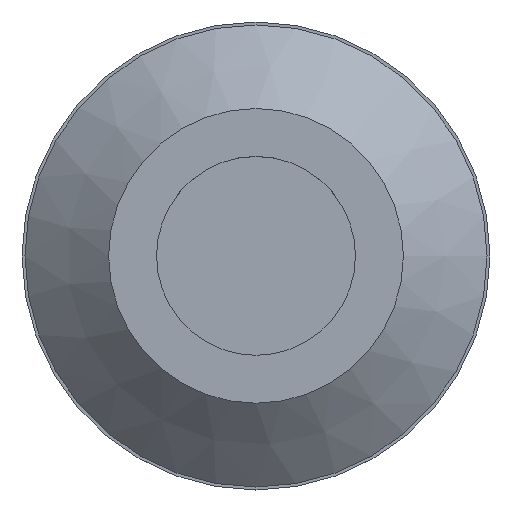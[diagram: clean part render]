
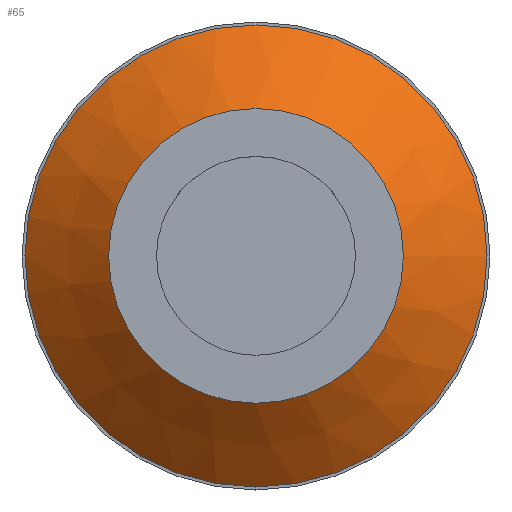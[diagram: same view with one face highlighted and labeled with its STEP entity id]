
A CAD part, top view. The second image highlights one B-rep face of the part: STEP entity #65.
In plain terms, the highlighted conical face has half-angle 50 degrees and reference radius 9.873 mm.
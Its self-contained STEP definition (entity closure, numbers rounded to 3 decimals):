
#65 = ADVANCED_FACE( '', ( #137, #138 ), #139, .T. );
#137 = FACE_BOUND( '', #202, .T. );
#138 = FACE_OUTER_BOUND( '', #203, .T. );
#139 = CONICAL_SURFACE( '', #204, 9.873, 0.873 );
#202 = EDGE_LOOP( '', ( #287 ) );
#203 = EDGE_LOOP( '', ( #288 ) );
#204 = AXIS2_PLACEMENT_3D( '', #289, #290, #291 );
#287 = ORIENTED_EDGE( '', *, *, #323, .F. );
#288 = ORIENTED_EDGE( '', *, *, #307, .T. );
#289 = CARTESIAN_POINT( '', ( 0., 0., 5.5 ) );
#290 = DIRECTION( '', ( 0., 0., -1. ) );
#291 = DIRECTION( '', ( -1., 0., 0. ) );
#307 = EDGE_CURVE( '', #342, #342, #343, .T. );
#323 = EDGE_CURVE( '', #365, #365, #366, .T. );
#342 = VERTEX_POINT( '', #385 );
#343 = CIRCLE( '', #386, 9.873 );
#365 = VERTEX_POINT( '', #408 );
#366 = CIRCLE( '', #409, 6.298 );
#385 = CARTESIAN_POINT( '', ( 9.873, 0., 5.5 ) );
#386 = AXIS2_PLACEMENT_3D( '', #430, #431, #432 );
#408 = CARTESIAN_POINT( '', ( 6.298, 0., 8.5 ) );
#409 = AXIS2_PLACEMENT_3D( '', #451, #452, #453 );
#430 = CARTESIAN_POINT( '', ( 0., 0., 5.5 ) );
#431 = DIRECTION( '', ( 0., 0., 1. ) );
#432 = DIRECTION( '', ( 1., 0., 0. ) );
#451 = CARTESIAN_POINT( '', ( 0., 0., 8.5 ) );
#452 = DIRECTION( '', ( 0., 0., 1. ) );
#453 = DIRECTION( '', ( 1., 0., 0. ) );
